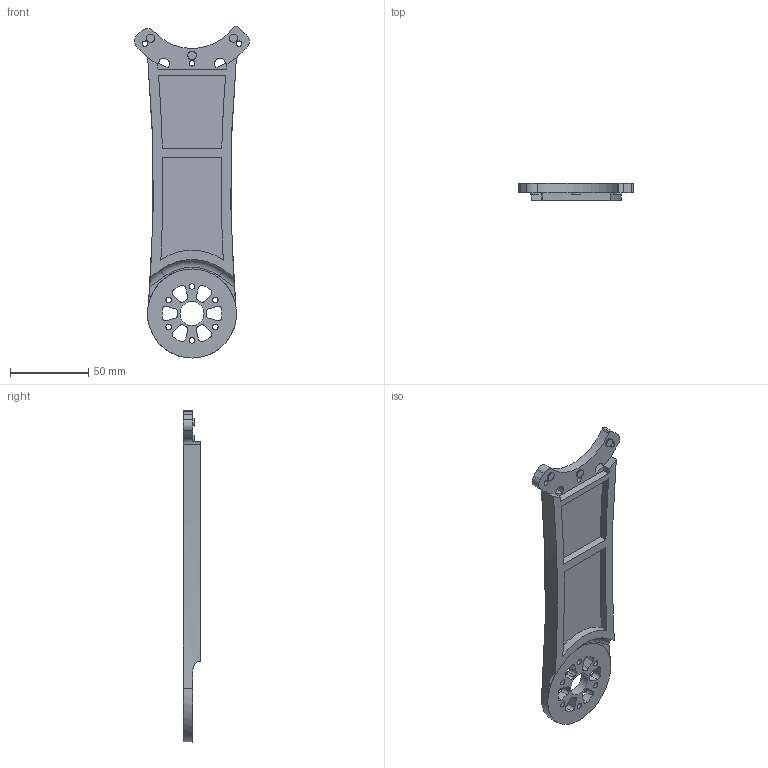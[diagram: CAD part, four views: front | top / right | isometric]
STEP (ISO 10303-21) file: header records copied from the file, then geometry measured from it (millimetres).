
FILE_DESCRIPTION(/* description */ ('','CAx-IF Rec.Pracs.---Representation and Presentation of Product Manufacturing Information (PMI)---4.0---2014-10-13'),/* implementation_level */ '2;1');
FILE_NAME(/* name */ '',/* time_stamp */ '2025-01-23T14:42:18+08:00',/* author */ (''),/* organization */ (''),/* preprocessor_version */ 'ST-DEVELOPER v20',/* originating_system */ 'Autodesk Translation Framework v13.20.0.188',/* authorisation */ '');
FILE_SCHEMA (('AP242_MANAGED_MODEL_BASED_3D_ENGINEERING_MIM_LF { 1 0 10303 442 1 1 4 }'));
Length unit declared in the file: millimetre
Products named in the file (1): 2-3轴固定座
Bounding box: 73.52 x 11.03 x 212.43 mm (x, y, z)
Volume: 70218.6 mm3; surface area: 29152.4 mm2
Topology: 1 solids, 1 shells, 132 faces, 348 edges, 232 vertices
Faces by surface type: cylinder 82, plane 43, bspline 6, torus 1
Full cylindrical faces by diameter (mm): 3.6 x9, 5.4 x3, 5.8 x9, 15.4 x1, 57 x1
Entity records: 4953 total; most frequent: CARTESIAN_POINT 1425, DIRECTION 774, ORIENTED_EDGE 696, EDGE_CURVE 348, AXIS2_PLACEMENT_3D 305, VERTEX_POINT 232, EDGE_LOOP 182, CIRCLE 178
